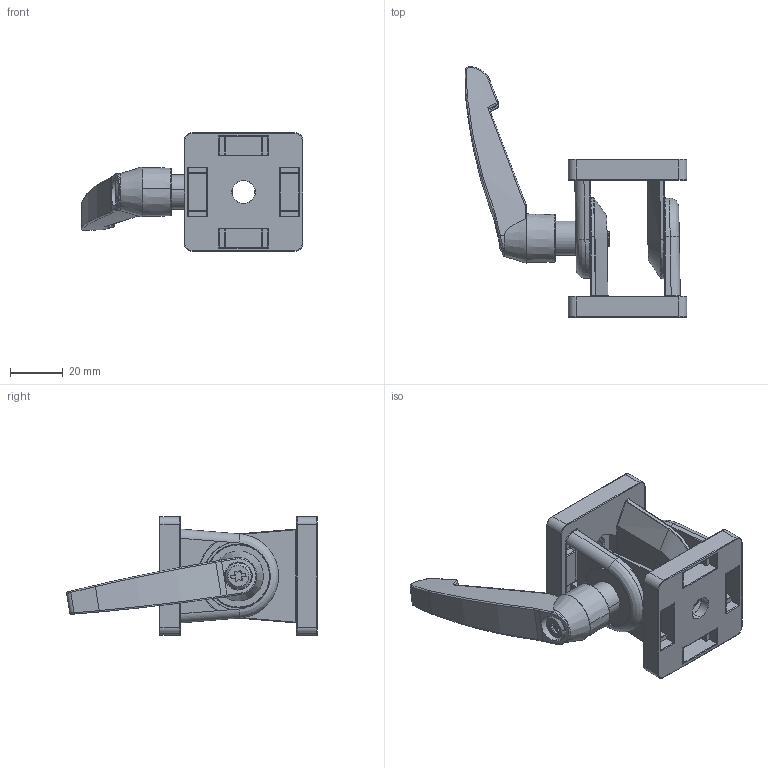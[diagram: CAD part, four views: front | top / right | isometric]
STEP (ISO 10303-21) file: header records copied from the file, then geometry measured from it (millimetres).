
FILE_DESCRIPTION (( 'STEP AP214' ), '1' );
FILE_NAME ('PJ1045WH.STEP', '2014-01-10T19:40:11', ( 'John' ), ( '' ), 'SwSTEP 2.0', 'SolidWorks 2013', '' );
FILE_SCHEMA (( 'AUTOMOTIVE_DESIGN' ));
Length unit declared in the file: millimetre
Products named in the file (10): PJ1045WH; PJ1045WH Handle; PJ1045WH Nylon Handle; PJ1045WH Handle Screw; M6x12FHCS_91294A236; PJ1045 Lock Ring; PJ1045 Lock Ring Handle; PJ1045 Half Body; PJ1045 Gasket; PJ1045 Body
Assembly tree (10 placements, depth 3):
  PJ1045WH
    PJ1045 Half Body  x2
      PJ1045 Body
      PJ1045 Gasket
    PJ1045 Lock Ring Handle
    PJ1045 Lock Ring
    M6x12FHCS_91294A236
    PJ1045WH Handle
      PJ1045WH Handle Screw
      PJ1045WH Nylon Handle
Bounding box: 84.08 x 95.12 x 45 mm (x, y, z)
Volume: 58814.9 mm3; surface area: 35130.6 mm2
Topology: 9 solids, 9 shells, 1085 faces, 2672 edges, 1617 vertices
Faces by surface type: cylinder 493, plane 234, torus 193, bspline 125, cone 30, sphere 10
Entity records: 31079 total; most frequent: CARTESIAN_POINT 13378, ORIENTED_EDGE 3680, DIRECTION 3289, EDGE_CURVE 1840, AXIS2_PLACEMENT_3D 1312, VERTEX_POINT 1122, EDGE_LOOP 786, ADVANCED_FACE 752
